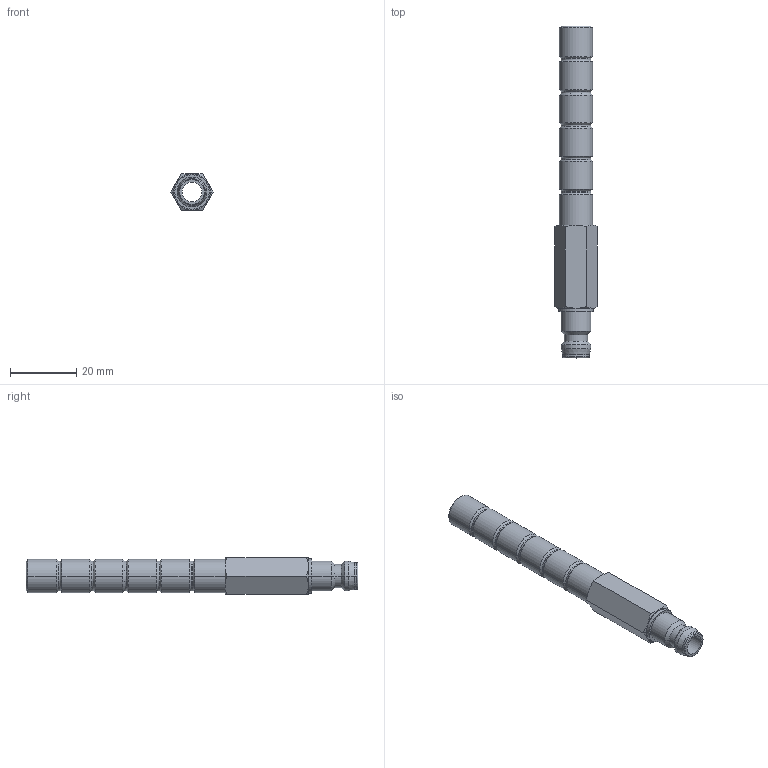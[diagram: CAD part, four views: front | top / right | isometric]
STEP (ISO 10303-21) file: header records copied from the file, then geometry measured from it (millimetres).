
FILE_DESCRIPTION(('STEP AP214'),'1');
FILE_NAME('eshm_101-60_na.stp','2020-04-22T06:06:37',('TraceParts'),('TraceParts S.A.'),'Spatial InterOp 3D',' ',' ');
FILE_SCHEMA(('automotive_design'));
Length unit declared in the file: millimetre
Products named in the file (1): 1
Bounding box: 12.7 x 100 x 11 mm (x, y, z)
Volume: 5284.9 mm3; surface area: 5313.8 mm2
Topology: 1 solids, 1 shells, 91 faces, 189 edges, 103 vertices
Faces by surface type: cone 44, cylinder 34, plane 11, torus 2
Entity records: 3136 total; most frequent: CARTESIAN_POINT 480, DIRECTION 442, ORIENTED_EDGE 378, EDGE_CURVE 189, AXIS2_PLACEMENT_3D 185, VERTEX_POINT 103, EDGE_LOOP 96, CIRCLE 93
